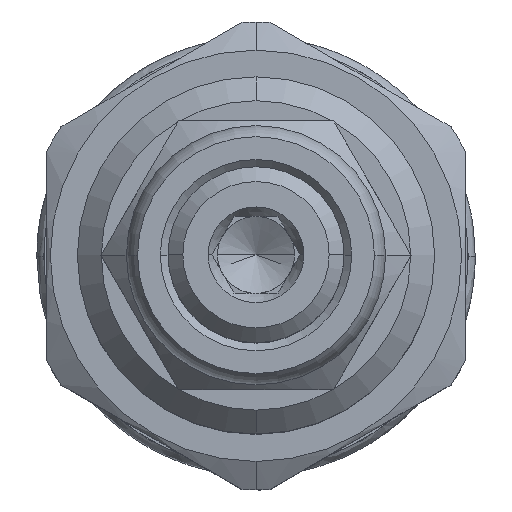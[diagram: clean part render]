
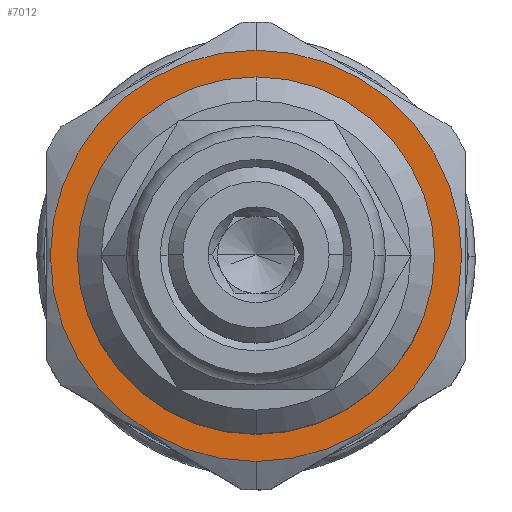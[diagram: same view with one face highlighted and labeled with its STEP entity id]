
A CAD part, top view. The second image highlights one B-rep face of the part: STEP entity #7012.
In plain terms, the highlighted planar face has unit normal (0, 0, 1).
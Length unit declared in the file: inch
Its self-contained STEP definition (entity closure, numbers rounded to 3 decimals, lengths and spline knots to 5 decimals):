
#1745=CARTESIAN_POINT('',(0.,0.,3.156));
#1746=DIRECTION('',(0.,0.,1.));
#1747=DIRECTION('',(0.,-1.,0.));
#1748=AXIS2_PLACEMENT_3D('',#1745,#1746,#1747);
#1857=CARTESIAN_POINT('',(0.,0.,3.156));
#1858=DIRECTION('',(0.,0.,-1.));
#1859=DIRECTION('',(0.,-1.,0.));
#1860=AXIS2_PLACEMENT_3D('',#1857,#1858,#1859);
#2161=CARTESIAN_POINT('',(0.,0.,3.156));
#2162=DIRECTION('',(0.,0.,1.));
#2163=DIRECTION('',(0.,-1.,0.));
#2164=AXIS2_PLACEMENT_3D('',#2161,#2162,#2163);
#2166=CARTESIAN_POINT('',(0.,0.,3.156));
#2167=DIRECTION('',(0.,0.,-1.));
#2168=DIRECTION('',(0.,-1.,0.));
#2169=AXIS2_PLACEMENT_3D('',#2166,#2167,#2168);
#3590=CARTESIAN_POINT('',(0.,-0.43,3.156));
#3592=VERTEX_POINT('',#3590);
#3594=CARTESIAN_POINT('',(0.,0.43,3.156));
#3596=VERTEX_POINT('',#3594);
#3598=CARTESIAN_POINT('',(0.,-0.3735,3.156));
#3599=CARTESIAN_POINT('',(0.,0.3735,3.156));
#3600=VERTEX_POINT('',#3598);
#3601=VERTEX_POINT('',#3599);
#6997=CARTESIAN_POINT('',(0.,0.,3.156));
#6998=DIRECTION('',(0.,0.,1.));
#6999=DIRECTION('',(0.,-1.,0.));
#7000=AXIS2_PLACEMENT_3D('',#6997,#6998,#6999);
#7001=PLANE('',#7000);
#7002=ORIENTED_EDGE('',*,*,#6745,.T.);
#7003=ORIENTED_EDGE('',*,*,#6630,.F.);
#7004=EDGE_LOOP('',(#7002,#7003));
#7005=FACE_OUTER_BOUND('',#7004,.F.);
#7007=ORIENTED_EDGE('',*,*,#7006,.T.);
#7009=ORIENTED_EDGE('',*,*,#7008,.F.);
#7010=EDGE_LOOP('',(#7007,#7009));
#7011=FACE_BOUND('',#7010,.F.);
#7012=ADVANCED_FACE('',(#7005,#7011),#7001,.T.);
#1749=CIRCLE('',#1748,0.43);
#1861=CIRCLE('',#1860,0.43);
#2165=CIRCLE('',#2164,0.3735);
#2170=CIRCLE('',#2169,0.3735);
#6630=EDGE_CURVE('',#3592,#3596,#1749,.T.);
#6745=EDGE_CURVE('',#3592,#3596,#1861,.T.);
#7006=EDGE_CURVE('',#3600,#3601,#2165,.T.);
#7008=EDGE_CURVE('',#3600,#3601,#2170,.T.);
